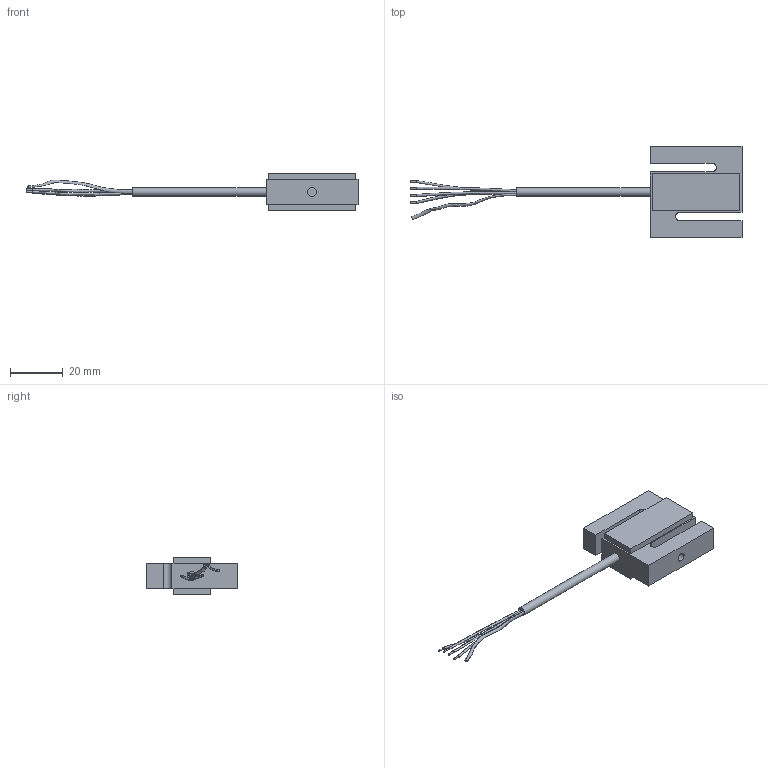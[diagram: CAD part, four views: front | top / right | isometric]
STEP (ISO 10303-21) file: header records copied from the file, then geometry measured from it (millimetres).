
FILE_DESCRIPTION (( 'STEP AP203' ), '1' );
FILE_NAME ('80627.STEP', '2017-07-21T22:47:55', ( '' ), ( '' ), 'SwSTEP 2.0', 'SolidWorks 2016', '' );
FILE_SCHEMA (( 'CONFIG_CONTROL_DESIGN' ));
Length unit declared in the file: inch
Products named in the file (1): 80627
Bounding box: 126.24 x 34.92 x 14.11 mm (x, y, z)
Volume: 12665.9 mm3; surface area: 5955.2 mm2
Topology: 1 solids, 1 shells, 46 faces, 101 edges, 68 vertices
Faces by surface type: plane 32, cylinder 9, bspline 5
Full cylindrical faces by diameter (mm): 0.508 x4, 3.3 x2, 3.302 x1
Entity records: 1601 total; most frequent: CARTESIAN_POINT 583, DIRECTION 184, ORIENTED_EDGE 170, EDGE_CURVE 85, EDGE_LOOP 73, VERTEX_POINT 64, AXIS2_PLACEMENT_3D 64, FACE_OUTER_BOUND 58
